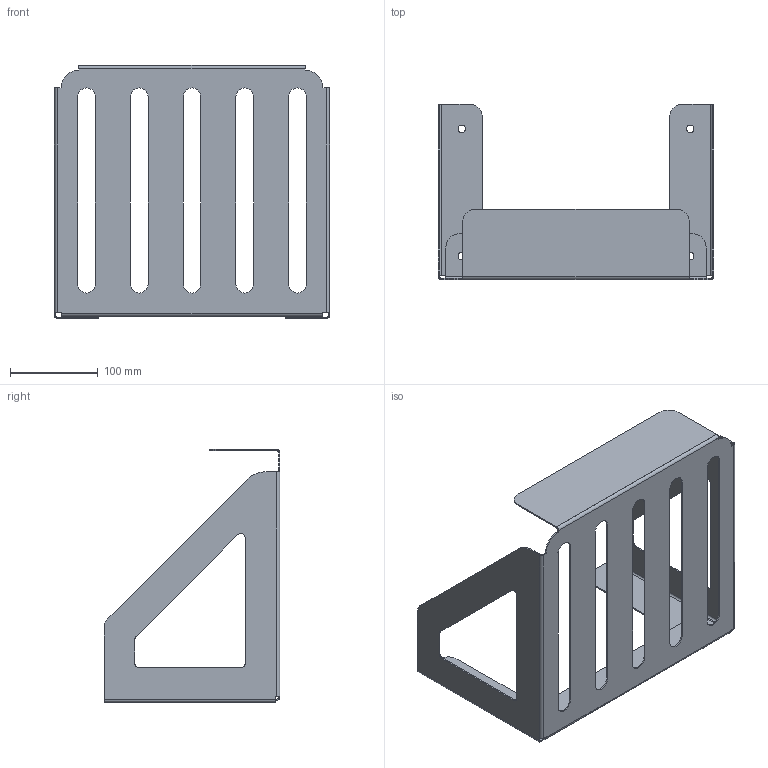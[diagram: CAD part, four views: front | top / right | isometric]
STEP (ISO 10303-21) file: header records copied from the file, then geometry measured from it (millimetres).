
FILE_DESCRIPTION (( 'STEP AP203' ), '1' );
FILE_NAME ('105000002.STEP', '2023-07-06T13:11:01', ( '' ), ( '' ), 'SwSTEP 2.0', 'SolidWorks 2022', '' );
FILE_SCHEMA (( 'CONFIG_CONTROL_DESIGN' ));
Length unit declared in the file: millimetre
Products named in the file (1): 105000002
Bounding box: 313 x 200 x 288 mm (x, y, z)
Volume: 252048.8 mm3; surface area: 344713.3 mm2
Topology: 1 solids, 1 shells, 135 faces, 351 edges, 218 vertices
Faces by surface type: plane 74, cylinder 61
Entity records: 4232 total; most frequent: DIRECTION 745, CARTESIAN_POINT 705, ORIENTED_EDGE 702, EDGE_CURVE 351, AXIS2_PLACEMENT_3D 258, LINE 229, VECTOR 229, VERTEX_POINT 218
